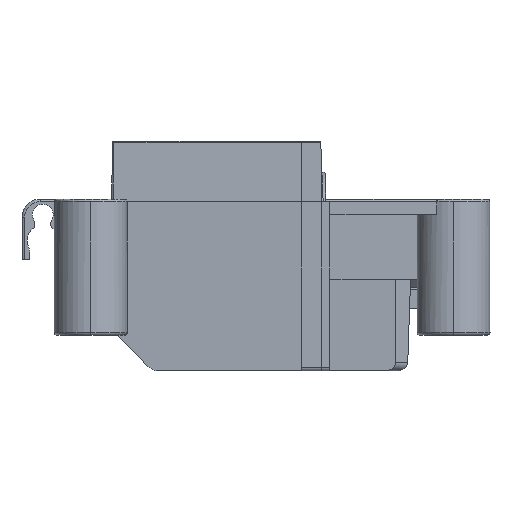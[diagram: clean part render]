
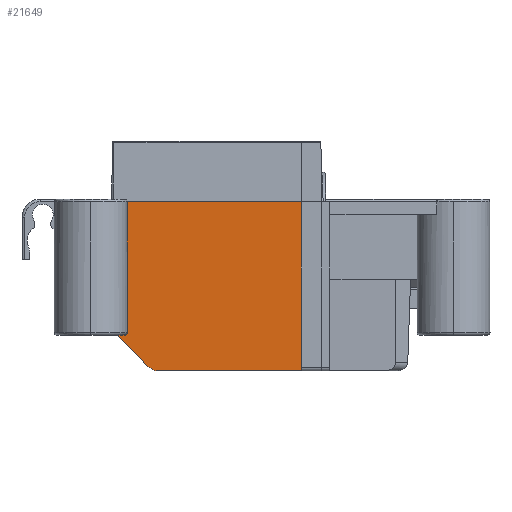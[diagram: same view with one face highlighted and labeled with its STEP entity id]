
A CAD part, left-side view. The second image highlights one B-rep face of the part: STEP entity #21649.
In plain terms, the highlighted planar face has unit normal (-1, 0, -0.026).
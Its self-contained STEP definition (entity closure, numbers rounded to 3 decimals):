
#205 = LINE ( 'NONE', #12846, #14670 ) ;
#425 =( BOUNDED_CURVE ( )  B_SPLINE_CURVE ( 3, ( #11755, #17363, #17220, #15606 ),
 .UNSPECIFIED., .F., .F. ) 
 B_SPLINE_CURVE_WITH_KNOTS ( ( 4, 4 ),
 ( 4.721, 6.021 ),
 .UNSPECIFIED. ) 
 CURVE ( )  GEOMETRIC_REPRESENTATION_ITEM ( )  RATIONAL_B_SPLINE_CURVE ( ( 1., 0.864, 0.864, 1. ) ) 
 REPRESENTATION_ITEM ( '' )  );
#820 = EDGE_CURVE ( 'NONE', #17613, #17998, #16058, .T. ) ;
#1110 = EDGE_CURVE ( 'NONE', #7515, #19492, #8648, .T. ) ;
#1374 = LINE ( 'NONE', #4857, #7427 ) ;
#1396 = VECTOR ( 'NONE', #3252, 1000. ) ;
#1637 = ORIENTED_EDGE ( 'NONE', *, *, #21746, .F. ) ;
#1706 = EDGE_CURVE ( 'NONE', #20928, #17998, #12034, .T. ) ;
#1915 = CARTESIAN_POINT ( 'NONE',  ( -33.442, 154.723, 311.661 ) ) ;
#2294 = EDGE_CURVE ( 'NONE', #17335, #11948, #205, .T. ) ;
#2758 = DIRECTION ( 'NONE',  ( -0.026, 0., 1. ) ) ;
#3073 = CARTESIAN_POINT ( 'NONE',  ( -34.099, 118.52, 336.768 ) ) ;
#3252 = DIRECTION ( 'NONE',  ( 0., 1., 0. ) ) ;
#3401 = EDGE_LOOP ( 'NONE', ( #14906, #16839, #4263, #4185, #14229, #1637, #8930, #14854, #20297, #18854, #10194 ) ) ;
#3759 = LINE ( 'NONE', #20193, #18233 ) ;
#4185 = ORIENTED_EDGE ( 'NONE', *, *, #2294, .T. ) ;
#4263 = ORIENTED_EDGE ( 'NONE', *, *, #16643, .T. ) ;
#4431 = CARTESIAN_POINT ( 'NONE',  ( -34.099, 118.42, 336.766 ) ) ;
#4857 = CARTESIAN_POINT ( 'NONE',  ( -33.245, 118.52, 304.165 ) ) ;
#5031 = CARTESIAN_POINT ( 'NONE',  ( -33.429, 154.352, 311.182 ) ) ;
#5346 = FACE_OUTER_BOUND ( 'NONE', #3401, .T. ) ;
#5396 = EDGE_CURVE ( 'NONE', #11948, #13949, #10378, .T. ) ;
#5452 = EDGE_CURVE ( 'NONE', #17613, #17359, #1374, .T. ) ;
#5523 =( BOUNDED_CURVE ( )  B_SPLINE_CURVE ( 3, ( #16024, #16308, #16164, #14389 ),
 .UNSPECIFIED., .F., .F. ) 
 B_SPLINE_CURVE_WITH_KNOTS ( ( 4, 4 ),
 ( 5.48, 6.283 ),
 .UNSPECIFIED. ) 
 CURVE ( )  GEOMETRIC_REPRESENTATION_ITEM ( )  RATIONAL_B_SPLINE_CURVE ( ( 1., 0.947, 0.947, 1. ) ) 
 REPRESENTATION_ITEM ( '' )  );
#6082 = DIRECTION ( 'NONE',  ( 0., -1., 0. ) ) ;
#6279 = EDGE_CURVE ( 'NONE', #19492, #17359, #5523, .T. ) ;
#6714 =( BOUNDED_CURVE ( )  B_SPLINE_CURVE ( 3, ( #10779, #7589, #7655, #7511 ),
 .UNSPECIFIED., .F., .F. ) 
 B_SPLINE_CURVE_WITH_KNOTS ( ( 4, 4 ),
 ( 0.342, 0.344 ),
 .UNSPECIFIED. ) 
 CURVE ( )  GEOMETRIC_REPRESENTATION_ITEM ( )  RATIONAL_B_SPLINE_CURVE ( ( 0.652, 0.653, 0.654, 0.654 ) ) 
 REPRESENTATION_ITEM ( '' )  );
#7076 = DIRECTION ( 'NONE',  ( 0.019, -0.695, -0.719 ) ) ;
#7104 = CARTESIAN_POINT ( 'NONE',  ( -33.269, 147.964, 305.081 ) ) ;
#7317 = CARTESIAN_POINT ( 'NONE',  ( -33.45, 152.941, 311.965 ) ) ;
#7427 = VECTOR ( 'NONE', #18820, 1000. ) ;
#7511 = CARTESIAN_POINT ( 'NONE',  ( -34.099, 152.724, 336.761 ) ) ;
#7515 = VERTEX_POINT ( 'NONE', #9106 ) ;
#7589 = CARTESIAN_POINT ( 'NONE',  ( -34.099, 152.724, 336.764 ) ) ;
#7655 = CARTESIAN_POINT ( 'NONE',  ( -34.099, 152.724, 336.763 ) ) ;
#7828 = DIRECTION ( 'NONE',  ( -0.026, 0., 1. ) ) ;
#8153 = VERTEX_POINT ( 'NONE', #5031 ) ;
#8648 = LINE ( 'NONE', #15770, #18388 ) ;
#8930 = ORIENTED_EDGE ( 'NONE', *, *, #11863, .T. ) ;
#9106 = CARTESIAN_POINT ( 'NONE',  ( -33.411, 153.201, 310.504 ) ) ;
#9282 = CARTESIAN_POINT ( 'NONE',  ( -33.429, 154.352, 311.182 ) ) ;
#9522 = CARTESIAN_POINT ( 'NONE',  ( -33.45, 154.725, 311.965 ) ) ;
#9690 =( BOUNDED_CURVE ( )  B_SPLINE_CURVE ( 3, ( #9282, #21051, #21192, #11410 ),
 .UNSPECIFIED., .F., .T. ) 
 B_SPLINE_CURVE_WITH_KNOTS ( ( 4, 4 ),
 ( 3.404, 3.944 ),
 .UNSPECIFIED. ) 
 CURVE ( )  GEOMETRIC_REPRESENTATION_ITEM ( )  RATIONAL_B_SPLINE_CURVE ( ( 1., 0.976, 0.976, 1. ) ) 
 REPRESENTATION_ITEM ( '' )  );
#9814 = PLANE ( 'NONE',  #13930 ) ;
#10016 = CARTESIAN_POINT ( 'NONE',  ( -33.45, 118.52, 311.965 ) ) ;
#10194 = ORIENTED_EDGE ( 'NONE', *, *, #5452, .F. ) ;
#10378 = LINE ( 'NONE', #10016, #1396 ) ;
#10779 = CARTESIAN_POINT ( 'NONE',  ( -34.099, 152.724, 336.766 ) ) ;
#11410 = CARTESIAN_POINT ( 'NONE',  ( -33.411, 153.201, 310.504 ) ) ;
#11559 = VECTOR ( 'NONE', #2758, 1000. ) ;
#11727 = DIRECTION ( 'NONE',  ( -0.026, 0.009, 1. ) ) ;
#11755 = CARTESIAN_POINT ( 'NONE',  ( -33.442, 154.723, 311.661 ) ) ;
#11863 = EDGE_CURVE ( 'NONE', #16921, #8153, #425, .T. ) ;
#11948 = VERTEX_POINT ( 'NONE', #7317 ) ;
#12034 = LINE ( 'NONE', #14554, #19665 ) ;
#12846 = CARTESIAN_POINT ( 'NONE',  ( -34.123, 152.716, 337.683 ) ) ;
#13442 = CARTESIAN_POINT ( 'NONE',  ( -34.099, 152.724, 336.766 ) ) ;
#13930 = AXIS2_PLACEMENT_3D ( 'NONE', #3073, #21584, #7828 ) ;
#13949 = VERTEX_POINT ( 'NONE', #9522 ) ;
#14229 = ORIENTED_EDGE ( 'NONE', *, *, #5396, .T. ) ;
#14389 = CARTESIAN_POINT ( 'NONE',  ( -33.245, 145.806, 304.165 ) ) ;
#14460 = EDGE_CURVE ( 'NONE', #8153, #7515, #9690, .T. ) ;
#14554 = CARTESIAN_POINT ( 'NONE',  ( -34.099, 118.52, 336.766 ) ) ;
#14670 = VECTOR ( 'NONE', #16680, 1000. ) ;
#14854 = ORIENTED_EDGE ( 'NONE', *, *, #14460, .T. ) ;
#14906 = ORIENTED_EDGE ( 'NONE', *, *, #820, .T. ) ;
#15606 = CARTESIAN_POINT ( 'NONE',  ( -33.429, 154.352, 311.182 ) ) ;
#15759 = CARTESIAN_POINT ( 'NONE',  ( -33.245, 145.806, 304.165 ) ) ;
#15770 = CARTESIAN_POINT ( 'NONE',  ( -33.314, 149.6, 306.775 ) ) ;
#15976 = CARTESIAN_POINT ( 'NONE',  ( -34.099, 152.724, 336.761 ) ) ;
#16024 = CARTESIAN_POINT ( 'NONE',  ( -33.269, 147.964, 305.081 ) ) ;
#16058 = LINE ( 'NONE', #19728, #11559 ) ;
#16164 = CARTESIAN_POINT ( 'NONE',  ( -33.245, 146.632, 304.165 ) ) ;
#16308 = CARTESIAN_POINT ( 'NONE',  ( -33.254, 147.391, 304.488 ) ) ;
#16643 = EDGE_CURVE ( 'NONE', #20928, #17335, #6714, .T. ) ;
#16680 = DIRECTION ( 'NONE',  ( 0.026, 0.009, -1. ) ) ;
#16839 = ORIENTED_EDGE ( 'NONE', *, *, #1706, .F. ) ;
#16921 = VERTEX_POINT ( 'NONE', #1915 ) ;
#17220 = CARTESIAN_POINT ( 'NONE',  ( -33.431, 154.578, 311.243 ) ) ;
#17335 = VERTEX_POINT ( 'NONE', #15976 ) ;
#17359 = VERTEX_POINT ( 'NONE', #15759 ) ;
#17363 = CARTESIAN_POINT ( 'NONE',  ( -33.436, 154.721, 311.427 ) ) ;
#17613 = VERTEX_POINT ( 'NONE', #21531 ) ;
#17998 = VERTEX_POINT ( 'NONE', #4431 ) ;
#18233 = VECTOR ( 'NONE', #11727, 1000. ) ;
#18388 = VECTOR ( 'NONE', #7076, 1000. ) ;
#18820 = DIRECTION ( 'NONE',  ( 0., 1., 0. ) ) ;
#18854 = ORIENTED_EDGE ( 'NONE', *, *, #6279, .T. ) ;
#19492 = VERTEX_POINT ( 'NONE', #7104 ) ;
#19665 = VECTOR ( 'NONE', #6082, 1000. ) ;
#19728 = CARTESIAN_POINT ( 'NONE',  ( -34.118, 118.42, 337.478 ) ) ;
#20193 = CARTESIAN_POINT ( 'NONE',  ( -34.028, 154.918, 334.034 ) ) ;
#20297 = ORIENTED_EDGE ( 'NONE', *, *, #1110, .T. ) ;
#20928 = VERTEX_POINT ( 'NONE', #13442 ) ;
#21051 = CARTESIAN_POINT ( 'NONE',  ( -33.426, 153.911, 311.064 ) ) ;
#21192 = CARTESIAN_POINT ( 'NONE',  ( -33.42, 153.518, 310.832 ) ) ;
#21531 = CARTESIAN_POINT ( 'NONE',  ( -33.245, 118.42, 304.165 ) ) ;
#21584 = DIRECTION ( 'NONE',  ( -1., 0., -0.026 ) ) ;
#21649 = ADVANCED_FACE ( 'NONE', ( #5346 ), #9814, .T. ) ;
#21746 = EDGE_CURVE ( 'NONE', #16921, #13949, #3759, .T. ) ;
